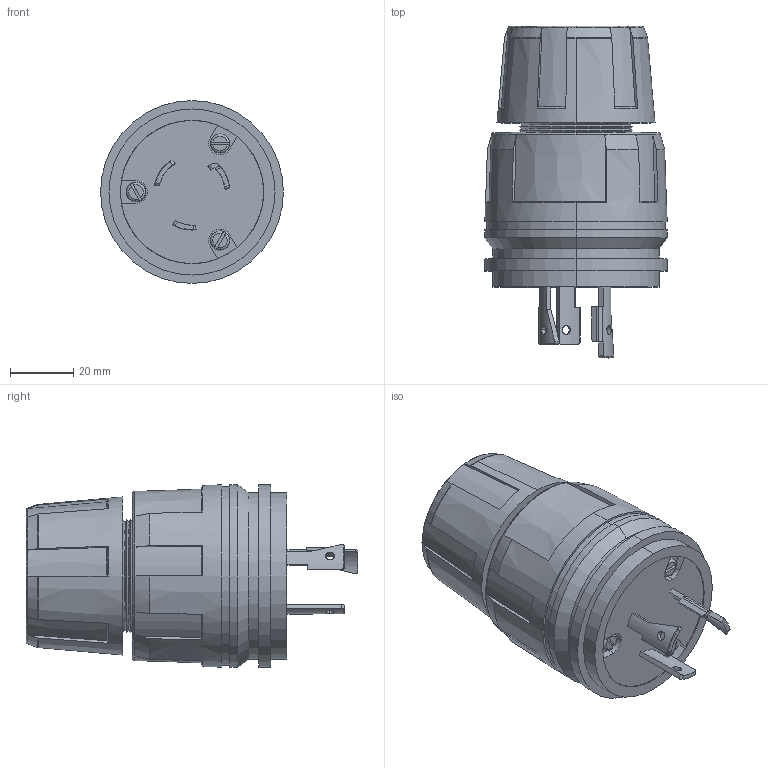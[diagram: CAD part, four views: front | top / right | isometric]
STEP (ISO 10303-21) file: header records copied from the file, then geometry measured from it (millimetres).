
FILE_DESCRIPTION (( 'STEP AP214' ), '1' );
FILE_NAME ('26W48BRY.STEP', '2014-06-19T13:54:14', ( '' ), ( '' ), 'SwSTEP 2.0', 'SolidWorks 2013', '' );
FILE_SCHEMA (( 'AUTOMOTIVE_DESIGN' ));
Length unit declared in the file: inch
Products named in the file (1): 26W48BRY
Bounding box: 58.04 x 105.33 x 58.04 mm (x, y, z)
Volume: 162798.1 mm3; surface area: 25101 mm2
Topology: 1 solids, 1 shells, 206 faces, 531 edges, 343 vertices
Faces by surface type: plane 81, cylinder 53, cone 52, torus 20
Entity records: 8603 total; most frequent: CARTESIAN_POINT 1573, DIRECTION 1121, ORIENTED_EDGE 1062, EDGE_CURVE 531, AXIS2_PLACEMENT_3D 433, VERTEX_POINT 343, VECTOR 255, LINE 255
